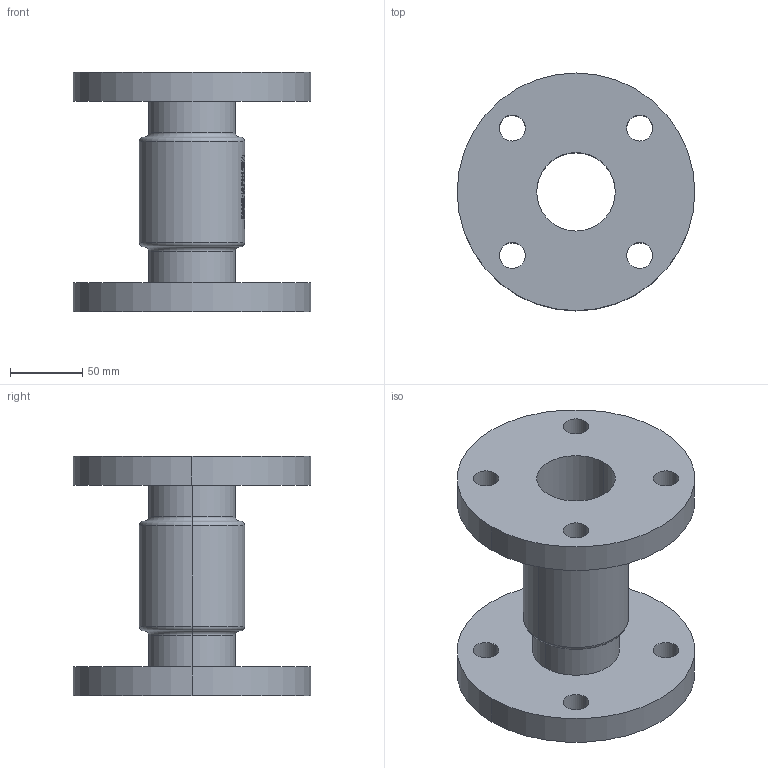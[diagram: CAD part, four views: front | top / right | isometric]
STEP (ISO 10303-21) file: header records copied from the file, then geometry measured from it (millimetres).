
FILE_DESCRIPTION (( 'STEP AP214' ), '1' );
FILE_NAME ('7120000_DN050_PN40_51420302.STEP', '2022-02-11T10:32:26', ( 'axxx' ), ( 'Hewlett-Packard Company' ), 'SwSTEP 2.0', 'SolidWorks 2019', '' );
FILE_SCHEMA (( 'AUTOMOTIVE_DESIGN' ));
Length unit declared in the file: millimetre
Products named in the file (1): 7120000_DN050_PN40_51420302
Bounding box: 165 x 165 x 166 mm (x, y, z)
Volume: 889317.7 mm3; surface area: 160188.3 mm2
Topology: 1 solids, 1 shells, 532 faces, 1381 edges, 918 vertices
Faces by surface type: plane 244, bspline 231, cylinder 49, torus 8
Entity records: 29747 total; most frequent: CARTESIAN_POINT 18216, ORIENTED_EDGE 2762, DIRECTION 1616, EDGE_CURVE 1381, VERTEX_POINT 918, VECTOR 742, LINE 742, EDGE_LOOP 617
